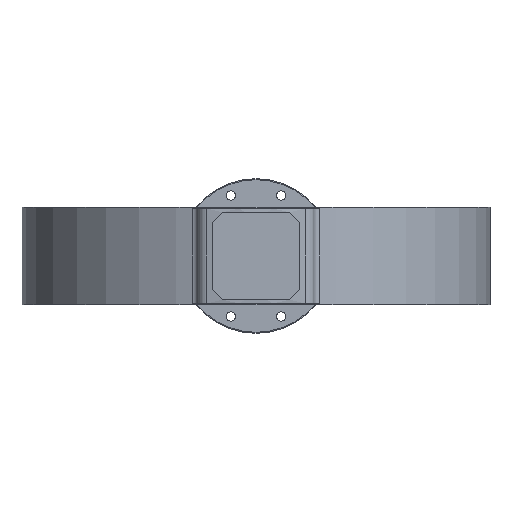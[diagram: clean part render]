
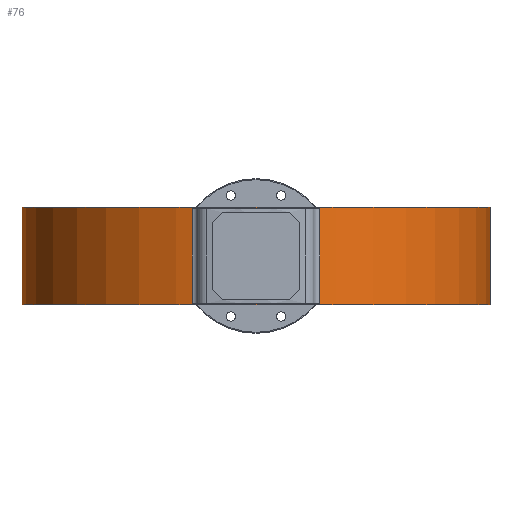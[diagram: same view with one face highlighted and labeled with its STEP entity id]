
A CAD part, front view. The second image highlights one B-rep face of the part: STEP entity #76.
In plain terms, the highlighted cylindrical face has radius 454 mm (diameter 908 mm), a partial arc.
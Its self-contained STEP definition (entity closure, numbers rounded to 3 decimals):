
#76 = ADVANCED_FACE ( 'NONE', ( #5112, #5117 ), #5119, .T. ) ;
#195 = AXIS2_PLACEMENT_3D ( 'NONE', #2058, #2059, #2054 ) ;
#231 = AXIS2_PLACEMENT_3D ( 'NONE', #2538, #2539, #2540 ) ;
#232 = AXIS2_PLACEMENT_3D ( 'NONE', #2542, #2543, #2544 ) ;
#233 = AXIS2_PLACEMENT_3D ( 'NONE', #2546, #2547, #2548 ) ;
#234 = AXIS2_PLACEMENT_3D ( 'NONE', #2550, #2551, #2552 ) ;
#288 = VERTEX_POINT ( 'NONE', #2179 ) ;
#298 = VERTEX_POINT ( 'NONE', #2189 ) ;
#300 = VERTEX_POINT ( 'NONE', #2191 ) ;
#301 = VERTEX_POINT ( 'NONE', #2192 ) ;
#340 = VERTEX_POINT ( 'NONE', #2231 ) ;
#345 = VERTEX_POINT ( 'NONE', #2236 ) ;
#348 = VERTEX_POINT ( 'NONE', #2239 ) ;
#349 = VERTEX_POINT ( 'NONE', #2240 ) ;
#574 = EDGE_CURVE ( 'NONE', #298, #301, #5160, .T. ) ;
#629 = EDGE_CURVE ( 'NONE', #298, #288, #5219, .T. ) ;
#630 = EDGE_CURVE ( 'NONE', #301, #300, #5216, .T. ) ;
#631 = EDGE_CURVE ( 'NONE', #340, #345, #5221, .T. ) ;
#632 = EDGE_CURVE ( 'NONE', #340, #348, #5220, .T. ) ;
#633 = EDGE_CURVE ( 'NONE', #348, #349, #5222, .T. ) ;
#634 = EDGE_CURVE ( 'NONE', #349, #345, #5225, .T. ) ;
#953 = ORIENTED_EDGE ( 'NONE', *, *, #1777, .F. ) ;
#954 = ORIENTED_EDGE ( 'NONE', *, *, #629, .F. ) ;
#955 = ORIENTED_EDGE ( 'NONE', *, *, #574, .T. ) ;
#956 = ORIENTED_EDGE ( 'NONE', *, *, #630, .T. ) ;
#957 = ORIENTED_EDGE ( 'NONE', *, *, #631, .F. ) ;
#958 = ORIENTED_EDGE ( 'NONE', *, *, #632, .T. ) ;
#959 = ORIENTED_EDGE ( 'NONE', *, *, #633, .T. ) ;
#960 = ORIENTED_EDGE ( 'NONE', *, *, #634, .T. ) ;
#1174 = EDGE_LOOP ( 'NONE', ( #957, #958, #959, #960 ) ) ;
#1244 = EDGE_LOOP ( 'NONE', ( #953, #954, #955, #956 ) ) ;
#1777 = EDGE_CURVE ( 'NONE', #288, #300, #3493, .T. ) ;
#2054 = DIRECTION ( 'NONE',  ( -1., 0., 0. ) ) ;
#2058 = CARTESIAN_POINT ( 'NONE',  ( 0., 0., 95. ) ) ;
#2059 = DIRECTION ( 'NONE',  ( 0., 0., -1. ) ) ;
#2179 = CARTESIAN_POINT ( 'NONE',  ( 454., 0., 95. ) ) ;
#2189 = CARTESIAN_POINT ( 'NONE',  ( -454., 0., 95. ) ) ;
#2191 = CARTESIAN_POINT ( 'NONE',  ( 454., 0., -95. ) ) ;
#2192 = CARTESIAN_POINT ( 'NONE',  ( -454., 0., -95. ) ) ;
#2231 = CARTESIAN_POINT ( 'NONE',  ( -123.422, -436.902, -92. ) ) ;
#2236 = CARTESIAN_POINT ( 'NONE',  ( 123.422, -436.902, -92. ) ) ;
#2239 = CARTESIAN_POINT ( 'NONE',  ( -123.422, -436.902, 92. ) ) ;
#2240 = CARTESIAN_POINT ( 'NONE',  ( 123.422, -436.902, 92. ) ) ;
#2324 = DIRECTION ( 'NONE',  ( 0., 0., -1. ) ) ;
#2325 = CARTESIAN_POINT ( 'NONE',  ( -454., 0., 95. ) ) ;
#2537 = DIRECTION ( 'NONE',  ( 0., 0., -1. ) ) ;
#2538 = CARTESIAN_POINT ( 'NONE',  ( 0., 0., 95. ) ) ;
#2539 = DIRECTION ( 'NONE',  ( 0., 0., 1. ) ) ;
#2540 = DIRECTION ( 'NONE',  ( 1., 0., 0. ) ) ;
#2541 = DIRECTION ( 'NONE',  ( 0., 0., 1. ) ) ;
#2542 = CARTESIAN_POINT ( 'NONE',  ( 0., 0., -95. ) ) ;
#2543 = DIRECTION ( 'NONE',  ( 0., 0., 1. ) ) ;
#2544 = DIRECTION ( 'NONE',  ( 1., 0., 0. ) ) ;
#2545 = CARTESIAN_POINT ( 'NONE',  ( -123.422, -436.902, 95. ) ) ;
#2546 = CARTESIAN_POINT ( 'NONE',  ( 0., 0., -92. ) ) ;
#2547 = DIRECTION ( 'NONE',  ( 0., 0., 1. ) ) ;
#2548 = DIRECTION ( 'NONE',  ( 1., 0., 0. ) ) ;
#2549 = CARTESIAN_POINT ( 'NONE',  ( 123.422, -436.902, 95. ) ) ;
#2550 = CARTESIAN_POINT ( 'NONE',  ( 0., 0., 92. ) ) ;
#2551 = DIRECTION ( 'NONE',  ( 0., 0., 1. ) ) ;
#2552 = DIRECTION ( 'NONE',  ( 1., 0., 0. ) ) ;
#3493 = LINE ( 'NONE', #4298, #3495 ) ;
#3495 = VECTOR ( 'NONE', #4299, 1000. ) ;
#4298 = CARTESIAN_POINT ( 'NONE',  ( 454., 0., 95. ) ) ;
#4299 = DIRECTION ( 'NONE',  ( 0., 0., -1. ) ) ;
#5112 = FACE_OUTER_BOUND ( 'NONE', #1244, .T. ) ;
#5117 = FACE_BOUND ( 'NONE', #1174, .T. ) ;
#5119 = CYLINDRICAL_SURFACE ( 'NONE', #195, 454. ) ;
#5158 = VECTOR ( 'NONE', #2324, 1000. ) ;
#5160 = LINE ( 'NONE', #2325, #5158 ) ;
#5216 = CIRCLE ( 'NONE', #232, 454. ) ;
#5219 = CIRCLE ( 'NONE', #231, 454. ) ;
#5220 = LINE ( 'NONE', #2545, #5224 ) ;
#5221 = CIRCLE ( 'NONE', #233, 454. ) ;
#5222 = CIRCLE ( 'NONE', #234, 454. ) ;
#5224 = VECTOR ( 'NONE', #2541, 1000. ) ;
#5225 = LINE ( 'NONE', #2549, #5227 ) ;
#5227 = VECTOR ( 'NONE', #2537, 1000. ) ;
